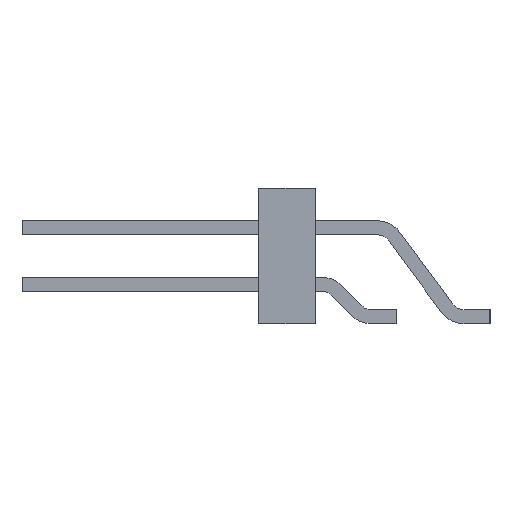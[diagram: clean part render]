
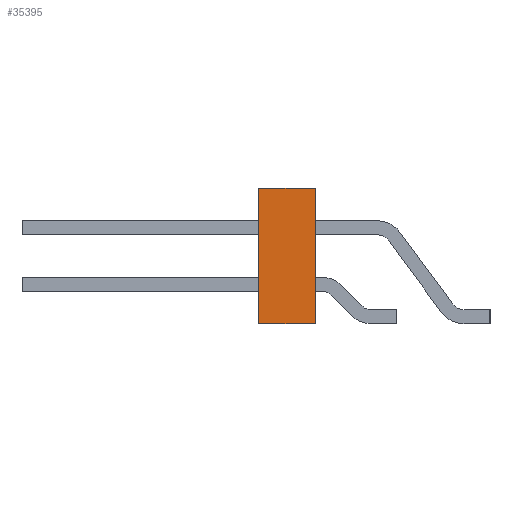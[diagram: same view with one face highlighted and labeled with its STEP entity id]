
A CAD part, left-side view. The second image highlights one B-rep face of the part: STEP entity #35395.
In plain terms, the highlighted face is planar.
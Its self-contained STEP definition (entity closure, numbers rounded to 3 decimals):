
#4282 = VERTEX_POINT('',#4283);
#4283 = CARTESIAN_POINT('',(34.29,3.048,1.27));
#4289 = EDGE_CURVE('',#4282,#4290,#4292,.T.);
#4290 = VERTEX_POINT('',#4291);
#4291 = CARTESIAN_POINT('',(34.29,3.048,-1.27));
#4292 = LINE('',#4293,#4294);
#4293 = CARTESIAN_POINT('',(34.29,3.048,1.27));
#4294 = VECTOR('',#4295,1.);
#4295 = DIRECTION('',(0.,0.,-1.));
#15518 = VERTEX_POINT('',#15519);
#15519 = CARTESIAN_POINT('',(34.29,-3.048,-1.27));
#15525 = EDGE_CURVE('',#15526,#15518,#15528,.T.);
#15526 = VERTEX_POINT('',#15527);
#15527 = CARTESIAN_POINT('',(34.29,-3.048,1.27));
#15528 = LINE('',#15529,#15530);
#15529 = CARTESIAN_POINT('',(34.29,-3.048,1.27));
#15530 = VECTOR('',#15531,1.);
#15531 = DIRECTION('',(0.,0.,-1.));
#27021 = EDGE_CURVE('',#15526,#4282,#27022,.T.);
#27022 = LINE('',#27023,#27024);
#27023 = CARTESIAN_POINT('',(34.29,-3.048,1.27));
#27024 = VECTOR('',#27025,1.);
#27025 = DIRECTION('',(0.,1.,0.));
#31700 = EDGE_CURVE('',#15518,#4290,#31701,.T.);
#31701 = LINE('',#31702,#31703);
#31702 = CARTESIAN_POINT('',(34.29,-3.048,-1.27));
#31703 = VECTOR('',#31704,1.);
#31704 = DIRECTION('',(0.,1.,0.));
#35395 = ADVANCED_FACE('',(#35396),#35402,.F.);
#35396 = FACE_BOUND('',#35397,.T.);
#35397 = EDGE_LOOP('',(#35398,#35399,#35400,#35401));
#35398 = ORIENTED_EDGE('',*,*,#31700,.T.);
#35399 = ORIENTED_EDGE('',*,*,#4289,.F.);
#35400 = ORIENTED_EDGE('',*,*,#27021,.F.);
#35401 = ORIENTED_EDGE('',*,*,#15525,.T.);
#35402 = PLANE('',#35403);
#35403 = AXIS2_PLACEMENT_3D('',#35404,#35405,#35406);
#35404 = CARTESIAN_POINT('',(34.29,-3.048,1.27));
#35405 = DIRECTION('',(-1.,0.,0.));
#35406 = DIRECTION('',(0.,0.,1.));
